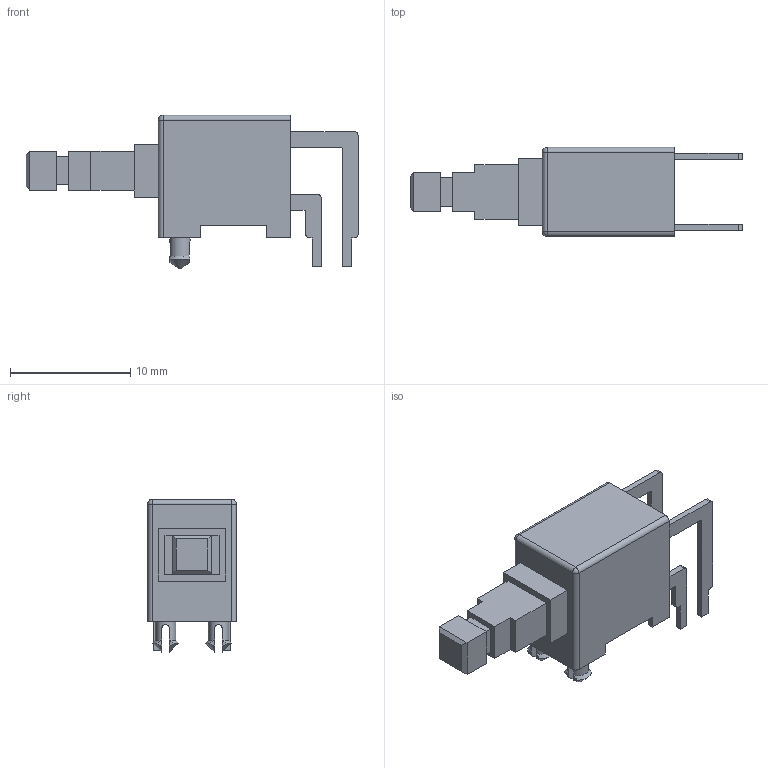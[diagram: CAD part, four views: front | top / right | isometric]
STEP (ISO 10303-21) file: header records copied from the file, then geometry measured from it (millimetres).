
FILE_DESCRIPTION((''),'2;1');
FILE_NAME('PB400xxQX.stp','2017-12-20T12:46:59',('mroman'),(''),'Autodesk Inventor 2012','Autodesk Inventor 2012','');
FILE_SCHEMA(('CONFIG_CONTROL_DESIGN'));
Length unit declared in the file: inch
Products named in the file (1): PB400xxQX
Bounding box: 27.61 x 7.4 x 12.75 mm (x, y, z)
Volume: 962 mm3; surface area: 880.7 mm2
Topology: 1 solids, 1 shells, 121 faces, 321 edges, 212 vertices
Faces by surface type: plane 90, cylinder 21, cone 8, sphere 2
Full cylindrical faces by diameter (mm): 1.7 x2
Entity records: 3746 total; most frequent: CARTESIAN_POINT 781, ORIENTED_EDGE 634, DIRECTION 569, EDGE_CURVE 317, VECTOR 237, LINE 237, VERTEX_POINT 210, AXIS2_PLACEMENT_3D 166
